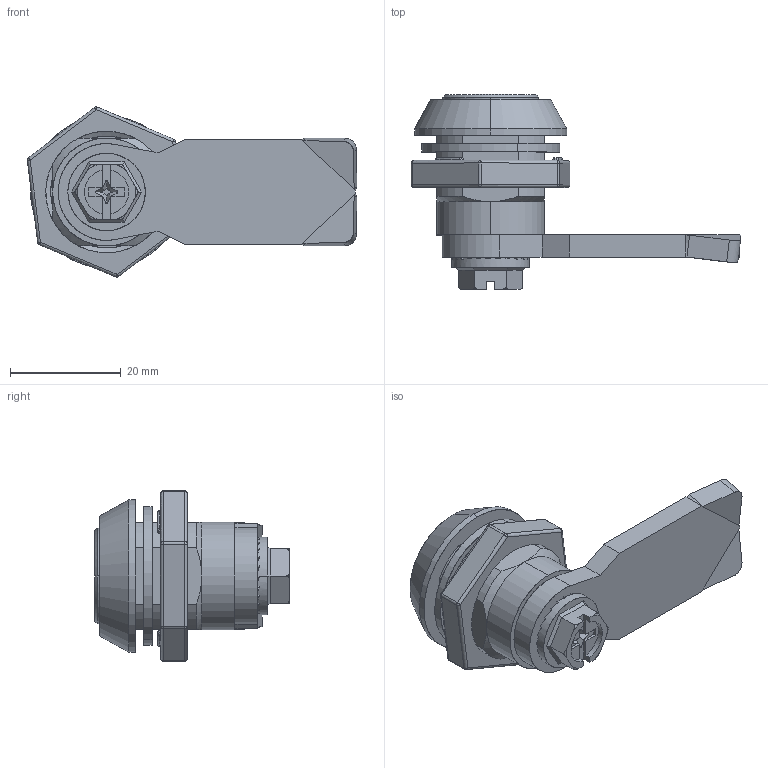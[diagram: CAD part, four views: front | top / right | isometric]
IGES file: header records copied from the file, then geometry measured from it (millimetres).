
Start section: SolidWorks IGES file using analytic representation for surfaces
Global section: file name: 'B'DMLK6-MR.igs; native system: SolidWorks 2015; preprocessor: SolidWorks 2015; author: solidworksqc; date: 160503.094248; units: millimetre
Bounding box: 59.58 x 35.25 x 30.78 mm (x, y, z)
Surface area: 7723.1 mm2 (no closed solid volume)
Topology: 0 solids, 0 shells, 217 faces, 2607 edges, 2587 vertices
Faces by surface type: bspline 137, revolution 80
